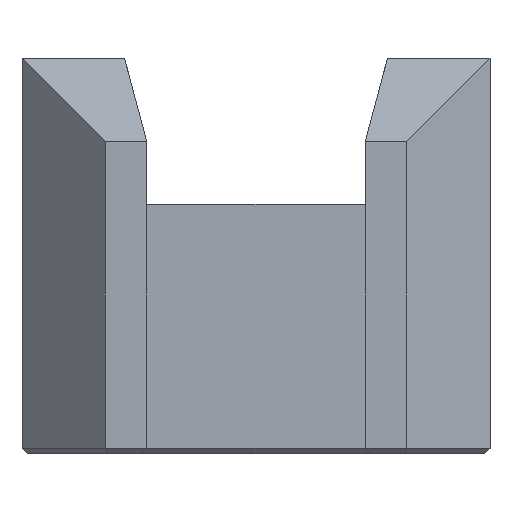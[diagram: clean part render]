
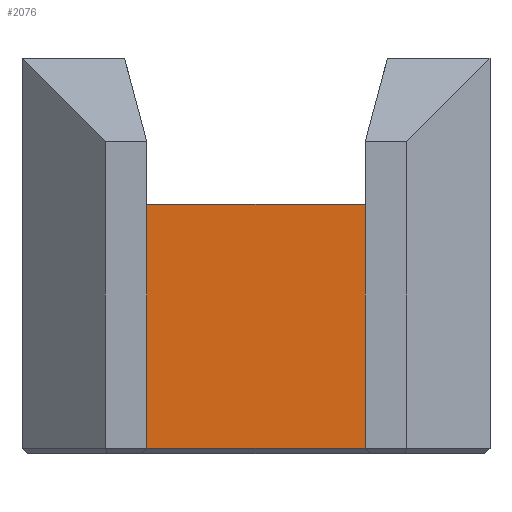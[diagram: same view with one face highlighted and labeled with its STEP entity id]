
A CAD part, front view. The second image highlights one B-rep face of the part: STEP entity #2076.
In plain terms, the highlighted planar face has unit normal (0, -1, 0).
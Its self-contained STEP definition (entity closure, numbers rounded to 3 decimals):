
#128=PLANE('',#2205);
#241=FACE_OUTER_BOUND('',#359,.T.);
#359=EDGE_LOOP('',(#1944,#1945,#1946,#1947));
#529=LINE('',#3286,#779);
#541=LINE('',#3311,#791);
#557=LINE('',#3343,#807);
#572=LINE('',#3372,#822);
#779=VECTOR('',#2473,10.);
#791=VECTOR('',#2499,10.);
#807=VECTOR('',#2531,10.);
#822=VECTOR('',#2564,10.);
#1032=VERTEX_POINT('',#3280);
#1033=VERTEX_POINT('',#3284);
#1039=VERTEX_POINT('',#3309);
#1047=VERTEX_POINT('',#3342);
#1276=EDGE_CURVE('',#1033,#1032,#529,.T.);
#1289=EDGE_CURVE('',#1033,#1039,#541,.T.);
#1306=EDGE_CURVE('',#1032,#1047,#557,.T.);
#1321=EDGE_CURVE('',#1039,#1047,#572,.T.);
#1944=ORIENTED_EDGE('',*,*,#1276,.F.);
#1945=ORIENTED_EDGE('',*,*,#1289,.T.);
#1946=ORIENTED_EDGE('',*,*,#1321,.T.);
#1947=ORIENTED_EDGE('',*,*,#1306,.F.);
#2076=ADVANCED_FACE('',(#241),#128,.T.);
#2205=AXIS2_PLACEMENT_3D('',#3465,#2668,#2669);
#2473=DIRECTION('',(-1.,0.,0.));
#2499=DIRECTION('',(0.,0.,1.));
#2531=DIRECTION('',(0.,0.,1.));
#2564=DIRECTION('',(-1.,0.,0.));
#2668=DIRECTION('center_axis',(0.,-1.,0.));
#2669=DIRECTION('ref_axis',(1.,0.,0.));
#3280=CARTESIAN_POINT('',(-5.25,-16.75,-13.25));
#3284=CARTESIAN_POINT('',(5.25,-16.75,-13.25));
#3286=CARTESIAN_POINT('',(-2.625,-16.75,-13.25));
#3309=CARTESIAN_POINT('',(5.25,-16.75,-1.5));
#3311=CARTESIAN_POINT('',(5.25,-16.75,-4.));
#3342=CARTESIAN_POINT('',(-5.25,-16.75,-1.5));
#3343=CARTESIAN_POINT('',(-5.25,-16.75,-4.));
#3372=CARTESIAN_POINT('',(-2.625,-16.75,-1.5));
#3465=CARTESIAN_POINT('Origin',(-5.25,-16.75,-4.));
